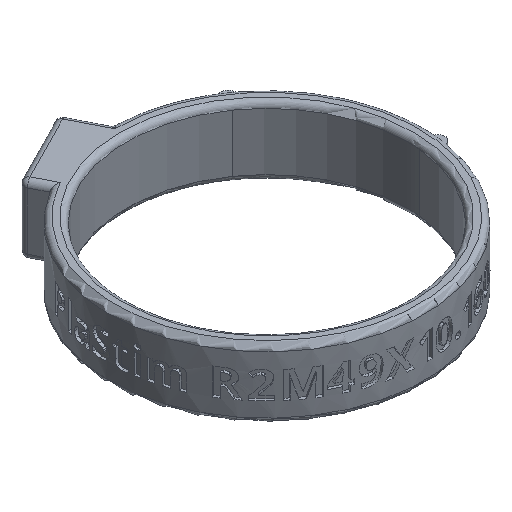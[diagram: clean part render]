
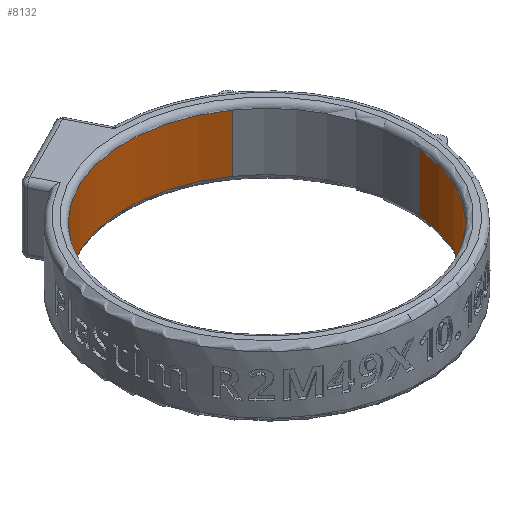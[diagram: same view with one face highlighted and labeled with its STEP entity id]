
A CAD part, isometric view. The second image highlights one B-rep face of the part: STEP entity #8132.
In plain terms, the highlighted cylindrical face has radius 24.5 mm (diameter 49 mm), a partial arc.
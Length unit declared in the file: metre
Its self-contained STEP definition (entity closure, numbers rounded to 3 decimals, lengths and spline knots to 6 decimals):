
#1073=CIRCLE('',#8672,0.0245);
#1076=CIRCLE('',#8676,0.0245);
#3483=ORIENTED_EDGE('',*,*,#4723,.T.);
#3484=ORIENTED_EDGE('',*,*,#4732,.T.);
#3485=ORIENTED_EDGE('',*,*,#4730,.F.);
#3486=ORIENTED_EDGE('',*,*,#4733,.F.);
#4723=EDGE_CURVE('',#5533,#5535,#1073,.T.);
#4730=EDGE_CURVE('',#5542,#5543,#1076,.T.);
#4732=EDGE_CURVE('',#5535,#5543,#6056,.T.);
#4733=EDGE_CURVE('',#5533,#5542,#6057,.T.);
#5533=VERTEX_POINT('',#15500);
#5535=VERTEX_POINT('',#15504);
#5542=VERTEX_POINT('',#15519);
#5543=VERTEX_POINT('',#15521);
#6056=LINE('',#15524,#6572);
#6057=LINE('',#15525,#6573);
#6572=VECTOR('',#10221,1.);
#6573=VECTOR('',#10222,1.);
#7069=EDGE_LOOP('',(#3483,#3484,#3485,#3486));
#7574=FACE_BOUND('',#7069,.T.);
#7681=CYLINDRICAL_SURFACE('',#8677,0.0245);
#8132=ADVANCED_FACE('',(#7574),#7681,.F.);
#8672=AXIS2_PLACEMENT_3D('',#15505,#10204,#10205);
#8676=AXIS2_PLACEMENT_3D('',#15520,#10216,#10217);
#8677=AXIS2_PLACEMENT_3D('',#15523,#10219,#10220);
#10204=DIRECTION('',(0.,0.,1.));
#10205=DIRECTION('',(1.,0.,0.));
#10216=DIRECTION('',(0.,0.,1.));
#10217=DIRECTION('',(1.,0.,0.));
#10219=DIRECTION('',(0.,0.,-1.));
#10220=DIRECTION('',(-1.,0.,0.));
#10221=DIRECTION('',(0.,0.,-1.));
#10222=DIRECTION('',(0.,0.,-1.));
#15500=CARTESIAN_POINT('',(0.014053,0.020069,0.005));
#15504=CARTESIAN_POINT('',(0.024407,-0.002135,0.005));
#15505=CARTESIAN_POINT('',(0.,0.,0.005));
#15519=CARTESIAN_POINT('',(0.014053,0.020069,-0.005));
#15520=CARTESIAN_POINT('',(0.,0.,-0.005));
#15521=CARTESIAN_POINT('',(0.024407,-0.002135,-0.005));
#15523=CARTESIAN_POINT('',(0.,0.,0.005));
#15524=CARTESIAN_POINT('',(0.024407,-0.002135,0.005));
#15525=CARTESIAN_POINT('',(0.014053,0.020069,0.005));
